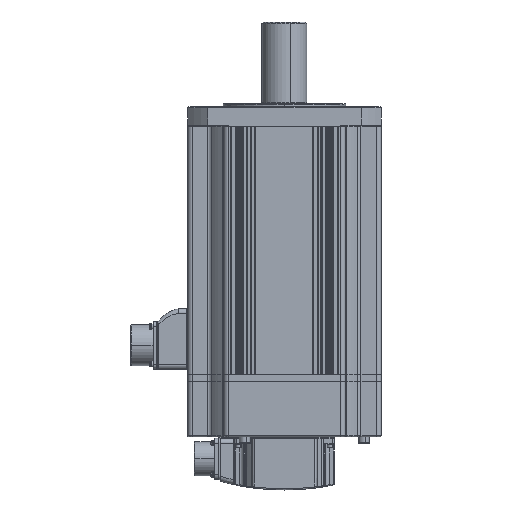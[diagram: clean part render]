
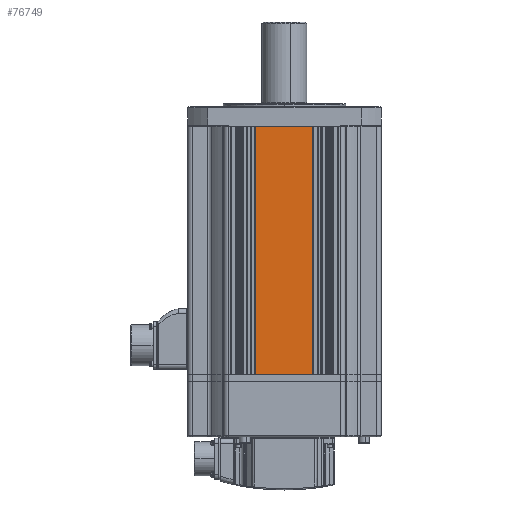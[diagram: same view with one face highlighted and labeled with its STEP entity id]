
A CAD part, left-side view. The second image highlights one B-rep face of the part: STEP entity #76749.
In plain terms, the highlighted planar face has unit normal (-1, 0, 0).
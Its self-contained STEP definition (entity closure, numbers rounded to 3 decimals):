
#17372 = VERTEX_POINT ( 'NONE', #59007 ) ;
#18420 = EDGE_LOOP ( 'NONE', ( #93360, #93654, #93576, #93591 ) ) ;
#24563 = VERTEX_POINT ( 'NONE', #59222 ) ;
#46414 = VERTEX_POINT ( 'NONE', #79856 ) ;
#46518 = VERTEX_POINT ( 'NONE', #80075 ) ;
#50849 = EDGE_CURVE ( 'NONE', #46414, #17372, #86754, .T. ) ;
#50911 = EDGE_CURVE ( 'NONE', #17372, #24563, #87113, .T. ) ;
#50926 = EDGE_CURVE ( 'NONE', #46518, #24563, #87177, .T. ) ;
#51899 = EDGE_CURVE ( 'NONE', #46414, #46518, #105930, .T. ) ;
#54107 = VECTOR ( 'NONE', #87208, 1000. ) ;
#54166 = VECTOR ( 'NONE', #87094, 1000. ) ;
#55794 = VECTOR ( 'NONE', #86778, 1000. ) ;
#59007 = CARTESIAN_POINT ( 'NONE',  ( -90., 26.5, -231. ) ) ;
#59222 = CARTESIAN_POINT ( 'NONE',  ( -90., -26.5, -231. ) ) ;
#76749 = ADVANCED_FACE ( 'NONE', ( #107487 ), #107515, .F. ) ;
#79856 = CARTESIAN_POINT ( 'NONE',  ( -90., 26.5, 0. ) ) ;
#80075 = CARTESIAN_POINT ( 'NONE',  ( -90., -26.5, 0. ) ) ;
#86754 = LINE ( 'NONE', #86782, #55794 ) ;
#86778 = DIRECTION ( 'NONE',  ( 0., 0., -1. ) ) ;
#86782 = CARTESIAN_POINT ( 'NONE',  ( -90., 26.5, 0. ) ) ;
#87094 = DIRECTION ( 'NONE',  ( 0., -1., 0. ) ) ;
#87113 = LINE ( 'NONE', #87149, #54166 ) ;
#87149 = CARTESIAN_POINT ( 'NONE',  ( -90., -26.5, -231. ) ) ;
#87177 = LINE ( 'NONE', #87184, #54107 ) ;
#87184 = CARTESIAN_POINT ( 'NONE',  ( -90., -26.5, 0. ) ) ;
#87208 = DIRECTION ( 'NONE',  ( 0., 0., -1. ) ) ;
#93360 = ORIENTED_EDGE ( 'NONE', *, *, #50911, .T. ) ;
#93576 = ORIENTED_EDGE ( 'NONE', *, *, #51899, .F. ) ;
#93591 = ORIENTED_EDGE ( 'NONE', *, *, #50849, .T. ) ;
#93654 = ORIENTED_EDGE ( 'NONE', *, *, #50926, .F. ) ;
#100144 = VECTOR ( 'NONE', #105919, 1000. ) ;
#105919 = DIRECTION ( 'NONE',  ( 0., -1., 0. ) ) ;
#105930 = LINE ( 'NONE', #105950, #100144 ) ;
#105950 = CARTESIAN_POINT ( 'NONE',  ( -90., 0., 0. ) ) ;
#107487 = FACE_OUTER_BOUND ( 'NONE', #18420, .T. ) ;
#107499 = DIRECTION ( 'NONE',  ( 1., 0., 0. ) ) ;
#107502 = CARTESIAN_POINT ( 'NONE',  ( -90., -26.5, 0. ) ) ;
#107515 = PLANE ( 'NONE',  #109566 ) ;
#107518 = DIRECTION ( 'NONE',  ( 0., 1., 0. ) ) ;
#109566 = AXIS2_PLACEMENT_3D ( 'NONE', #107502, #107499, #107518 ) ;
